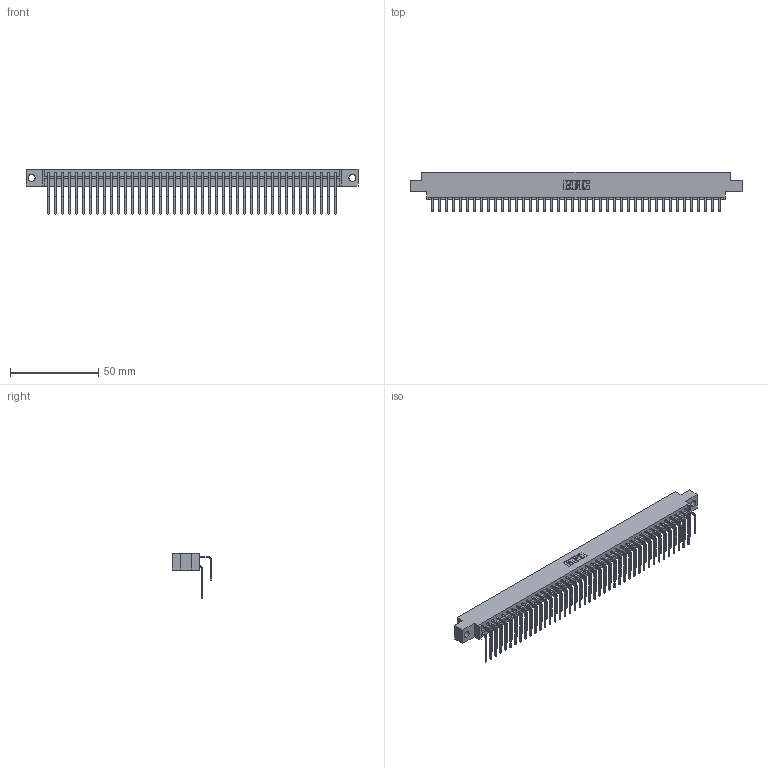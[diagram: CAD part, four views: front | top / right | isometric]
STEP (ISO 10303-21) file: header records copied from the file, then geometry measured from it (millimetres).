
FILE_DESCRIPTION (( 'STEP AP203' ), '1' );
FILE_NAME ('333-084-558-804.STEP', '2018-08-05T05:13:47', ( '' ), ( '' ), 'SwSTEP 2.0', 'SolidWorks 2016', '' );
FILE_SCHEMA (( 'CONFIG_CONTROL_DESIGN' ));
Length unit declared in the file: inch
Products named in the file (4): 333 Part_Offset - .156 Dia - TH; 345-292-001_558 559 Tail - 1; 345-292-001_558 Tail - 2; 333-084-558-804
Assembly tree (85 placements, depth 2):
  333-084-558-804
    333 Part_Offset - .156 Dia - TH
    345-292-001_558 559 Tail - 1  x42
    345-292-001_558 Tail - 2  x42
Bounding box: 187.96 x 22.17 x 25.53 mm (x, y, z)
Volume: 19358.6 mm3; surface area: 25320.6 mm2
Topology: 85 solids, 85 shells, 4654 faces, 13847 edges, 9118 vertices
Faces by surface type: plane 3266, cylinder 1388
Entity records: 28939 total; most frequent: CARTESIAN_POINT 4849, ORIENTED_EDGE 4734, DIRECTION 4123, EDGE_CURVE 2367, VECTOR 2199, LINE 2199, VERTEX_POINT 1574, AXIS2_PLACEMENT_3D 962
